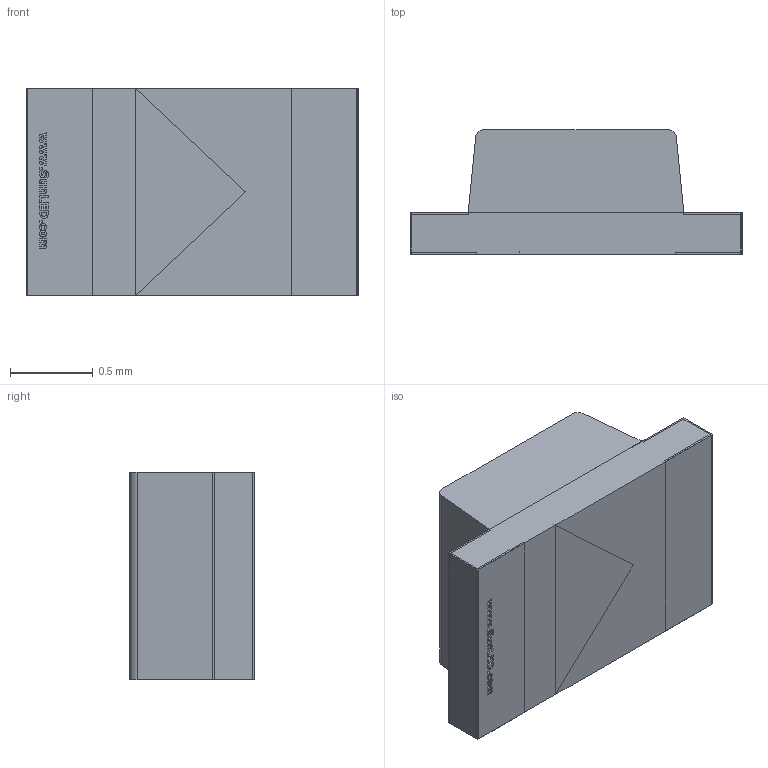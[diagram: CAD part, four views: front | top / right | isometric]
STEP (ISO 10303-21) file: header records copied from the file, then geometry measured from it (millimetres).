
FILE_DESCRIPTION (( 'STEP AP214' ), '1' );
FILE_NAME ('XZxx54-1.STEP', '2015-08-25T18:19:12', ( '' ), ( '' ), 'SwSTEP 2.0', 'SolidWorks 2012', '' );
FILE_SCHEMA (( 'AUTOMOTIVE_DESIGN' ));
Length unit declared in the file: millimetre
Products named in the file (1): XZxx54-1
Bounding box: 2 x 0.75 x 1.25 mm (x, y, z)
Volume: 1.4 mm3; surface area: 18.4 mm2
Topology: 9 solids, 9 shells, 435 faces, 1155 edges, 770 vertices
Faces by surface type: plane 297, bspline 136, cylinder 2
Entity records: 23015 total; most frequent: CARTESIAN_POINT 8785, ORIENTED_EDGE 2310, DIRECTION 1487, EDGE_CURVE 1155, LINE 879, VECTOR 879, VERTEX_POINT 770, EDGE_LOOP 467
